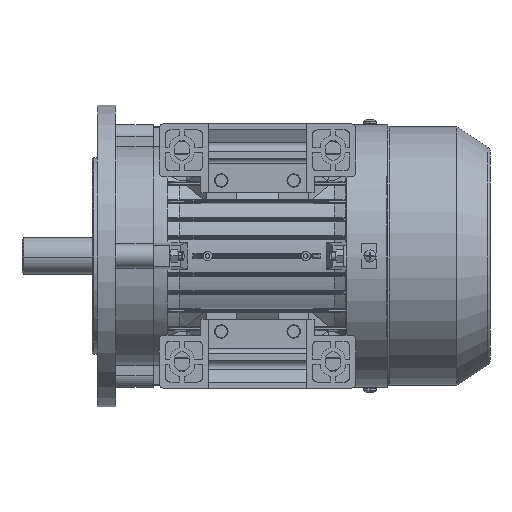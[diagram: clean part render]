
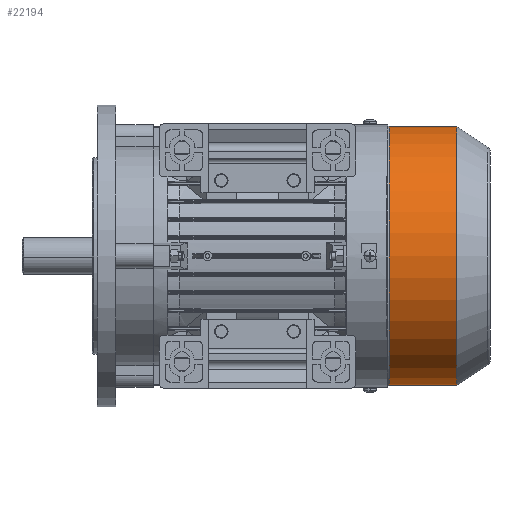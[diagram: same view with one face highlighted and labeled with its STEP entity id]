
A CAD part, front view. The second image highlights one B-rep face of the part: STEP entity #22194.
In plain terms, the highlighted cylindrical face has radius 85.8 mm (diameter 171.6 mm), a partial arc.
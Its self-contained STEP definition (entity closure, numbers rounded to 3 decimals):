
#10984 = CARTESIAN_POINT ( 'NONE',  ( 28.25, 0., -85.8 ) ) ;
#10985 = CARTESIAN_POINT ( 'NONE',  ( 28.25, 0., 85.8 ) ) ;
#19163 = VERTEX_POINT ( 'NONE', #82342 ) ;
#19164 = VERTEX_POINT ( 'NONE', #82341 ) ;
#19166 = EDGE_CURVE ( 'NONE', #19164, #101151, #82336, .T. ) ;
#19260 = EDGE_CURVE ( 'NONE', #19163, #101142, #82610, .T. ) ;
#22190 = EDGE_CURVE ( 'NONE', #19164, #19163, #87962, .T. ) ;
#22194 = ADVANCED_FACE ( 'NONE', ( #87957 ), #87956, .T. ) ;
#22197 = EDGE_LOOP ( 'NONE', ( #22198, #22199, #22201, #22204 ) ) ;
#22198 = ORIENTED_EDGE ( 'NONE', *, *, #19166, .F. ) ;
#22199 = ORIENTED_EDGE ( 'NONE', *, *, #22190, .T. ) ;
#22201 = ORIENTED_EDGE ( 'NONE', *, *, #19260, .T. ) ;
#22204 = ORIENTED_EDGE ( 'NONE', *, *, #22206, .F. ) ;
#22206 = EDGE_CURVE ( 'NONE', #101151, #101142, #87951, .T. ) ;
#82329 = DIRECTION ( 'NONE',  ( -1., 0., 0. ) ) ;
#82331 = VECTOR ( 'NONE', #82329, 1000. ) ;
#82333 = CARTESIAN_POINT ( 'NONE',  ( 0., 0., -85.8 ) ) ;
#82336 = LINE ( 'NONE', #82333, #82331 ) ;
#82341 = CARTESIAN_POINT ( 'NONE',  ( 73., 0., -85.8 ) ) ;
#82342 = CARTESIAN_POINT ( 'NONE',  ( 73., 0., 85.8 ) ) ;
#82606 = DIRECTION ( 'NONE',  ( -1., 0., 0. ) ) ;
#82607 = VECTOR ( 'NONE', #82606, 1000. ) ;
#82608 = CARTESIAN_POINT ( 'NONE',  ( 0., 0., 85.8 ) ) ;
#82610 = LINE ( 'NONE', #82608, #82607 ) ;
#87947 = DIRECTION ( 'NONE',  ( 0., 0., 1. ) ) ;
#87948 = DIRECTION ( 'NONE',  ( -1., 0., 0. ) ) ;
#87949 = CARTESIAN_POINT ( 'NONE',  ( 28.25, 0., 0. ) ) ;
#87950 = AXIS2_PLACEMENT_3D ( 'NONE', #87949, #87948, #87947 ) ;
#87951 = CIRCLE ( 'NONE', #87950, 85.8 ) ;
#87952 = DIRECTION ( 'NONE',  ( 0., 0., 1. ) ) ;
#87953 = DIRECTION ( 'NONE',  ( -1., 0., 0. ) ) ;
#87954 = CARTESIAN_POINT ( 'NONE',  ( 0., 0., 0. ) ) ;
#87955 = AXIS2_PLACEMENT_3D ( 'NONE', #87954, #87953, #87952 ) ;
#87956 = CYLINDRICAL_SURFACE ( 'NONE', #87955, 85.8 ) ;
#87957 = FACE_OUTER_BOUND ( 'NONE', #22197, .T. ) ;
#87958 = DIRECTION ( 'NONE',  ( 0., 0., 1. ) ) ;
#87959 = DIRECTION ( 'NONE',  ( -1., 0., 0. ) ) ;
#87960 = CARTESIAN_POINT ( 'NONE',  ( 73., 0., 0. ) ) ;
#87961 = AXIS2_PLACEMENT_3D ( 'NONE', #87960, #87959, #87958 ) ;
#87962 = CIRCLE ( 'NONE', #87961, 85.8 ) ;
#101142 = VERTEX_POINT ( 'NONE', #10985 ) ;
#101151 = VERTEX_POINT ( 'NONE', #10984 ) ;
